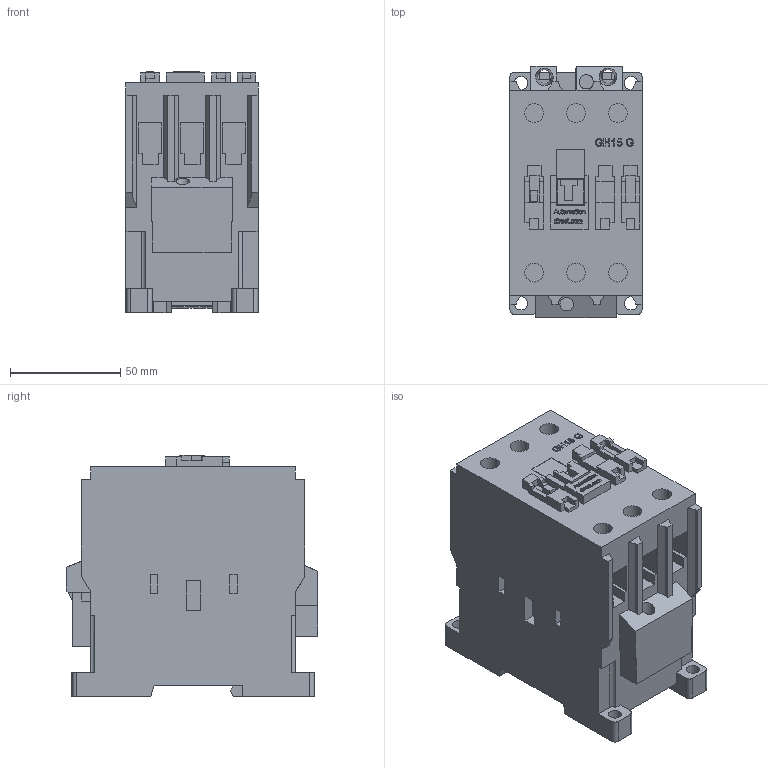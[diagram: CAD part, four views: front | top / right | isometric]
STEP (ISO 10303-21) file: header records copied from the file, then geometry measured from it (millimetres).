
FILE_DESCRIPTION (( 'STEP AP214' ), '1' );
FILE_NAME ('GH15GT-3-00B.STEP', '2011-01-21T20:23:00', ( '.ADC' ), ( 'ADC' ), 'SwSTEP 2.0', 'SolidWorks 2009', '' );
FILE_SCHEMA (( 'AUTOMOTIVE_DESIGN' ));
Length unit declared in the file: millimetre
Products named in the file (1): GH15GT-3-00B
Bounding box: 60 x 114 x 109.75 mm (x, y, z)
Volume: 561052.1 mm3; surface area: 67816 mm2
Topology: 1 solids, 1 shells, 843 faces, 2334 edges, 1552 vertices
Faces by surface type: plane 634, bspline 164, cylinder 40, cone 5
Entity records: 44117 total; most frequent: CARTESIAN_POINT 14360, ORIENTED_EDGE 4668, DIRECTION 3413, EDGE_CURVE 2334, LINE 1869, VECTOR 1869, VERTEX_POINT 1552, EDGE_LOOP 924
